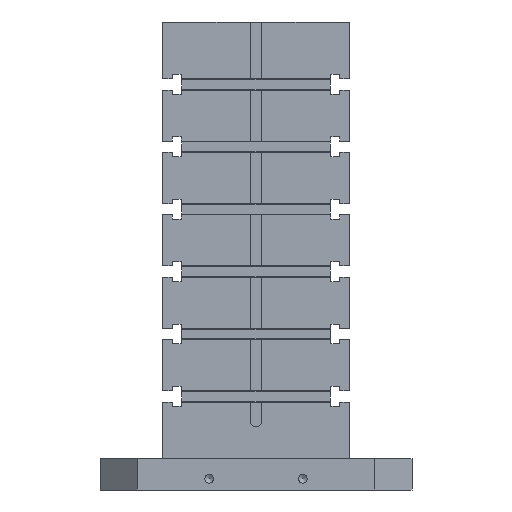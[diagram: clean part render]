
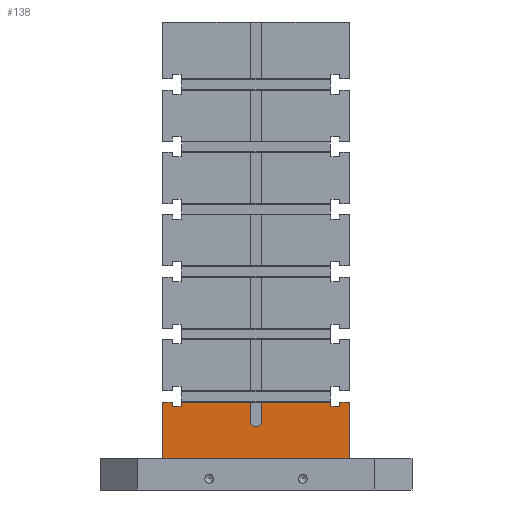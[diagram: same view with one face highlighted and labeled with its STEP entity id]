
A CAD part, front view. The second image highlights one B-rep face of the part: STEP entity #138.
In plain terms, the highlighted planar face has unit normal (0, -1, 0).
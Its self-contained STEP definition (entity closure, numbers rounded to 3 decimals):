
#138 = ADVANCED_FACE( '', ( #1282 ), #1283, .F. );
#1282 = FACE_OUTER_BOUND( '', #3799, .T. );
#1283 = PLANE( '', #3800 );
#3799 = EDGE_LOOP( '', ( #7293, #7294, #7295, #7296, #7297, #7298, #7299, #7300, #7301, #7302, #7303, #7304, #7305, #7306, #7307, #7308 ) );
#3800 = AXIS2_PLACEMENT_3D( '', #7309, #7310, #7311 );
#7293 = ORIENTED_EDGE( '', *, *, #15635, .T. );
#7294 = ORIENTED_EDGE( '', *, *, #15636, .T. );
#7295 = ORIENTED_EDGE( '', *, *, #15637, .T. );
#7296 = ORIENTED_EDGE( '', *, *, #15638, .T. );
#7297 = ORIENTED_EDGE( '', *, *, #15639, .T. );
#7298 = ORIENTED_EDGE( '', *, *, #15640, .T. );
#7299 = ORIENTED_EDGE( '', *, *, #15641, .T. );
#7300 = ORIENTED_EDGE( '', *, *, #15642, .T. );
#7301 = ORIENTED_EDGE( '', *, *, #15643, .T. );
#7302 = ORIENTED_EDGE( '', *, *, #15644, .F. );
#7303 = ORIENTED_EDGE( '', *, *, #15645, .F. );
#7304 = ORIENTED_EDGE( '', *, *, #15646, .T. );
#7305 = ORIENTED_EDGE( '', *, *, #15647, .F. );
#7306 = ORIENTED_EDGE( '', *, *, #15648, .F. );
#7307 = ORIENTED_EDGE( '', *, *, #15649, .F. );
#7308 = ORIENTED_EDGE( '', *, *, #15650, .T. );
#7309 = CARTESIAN_POINT( '', ( -150., -150., 750. ) );
#7310 = DIRECTION( '', ( 0., 1., 0. ) );
#7311 = DIRECTION( '', ( -1., 0., 0. ) );
#15635 = EDGE_CURVE( '', #18671, #18672, #18673, .T. );
#15636 = EDGE_CURVE( '', #18672, #18674, #18675, .T. );
#15637 = EDGE_CURVE( '', #18674, #18676, #18677, .T. );
#15638 = EDGE_CURVE( '', #18676, #18678, #18679, .T. );
#15639 = EDGE_CURVE( '', #18678, #18680, #18681, .T. );
#15640 = EDGE_CURVE( '', #18680, #18682, #18683, .T. );
#15641 = EDGE_CURVE( '', #18682, #18684, #18685, .T. );
#15642 = EDGE_CURVE( '', #18684, #18686, #18687, .T. );
#15643 = EDGE_CURVE( '', #18686, #18688, #18689, .T. );
#15644 = EDGE_CURVE( '', #18690, #18688, #18691, .T. );
#15645 = EDGE_CURVE( '', #18692, #18690, #18693, .T. );
#15646 = EDGE_CURVE( '', #18692, #18694, #18695, .T. );
#15647 = EDGE_CURVE( '', #18696, #18694, #18697, .T. );
#15648 = EDGE_CURVE( '', #18698, #18696, #18699, .T. );
#15649 = EDGE_CURVE( '', #18700, #18698, #18701, .T. );
#15650 = EDGE_CURVE( '', #18700, #18671, #18702, .T. );
#18671 = VERTEX_POINT( '', #23767 );
#18672 = VERTEX_POINT( '', #23768 );
#18673 = LINE( '', #23769, #23770 );
#18674 = VERTEX_POINT( '', #23771 );
#18675 = CIRCLE( '', #23772, 9. );
#18676 = VERTEX_POINT( '', #23773 );
#18677 = LINE( '', #23774, #23775 );
#18678 = VERTEX_POINT( '', #23776 );
#18679 = LINE( '', #23777, #23778 );
#18680 = VERTEX_POINT( '', #23779 );
#18681 = LINE( '', #23780, #23781 );
#18682 = VERTEX_POINT( '', #23782 );
#18683 = LINE( '', #23783, #23784 );
#18684 = VERTEX_POINT( '', #23785 );
#18685 = LINE( '', #23786, #23787 );
#18686 = VERTEX_POINT( '', #23788 );
#18687 = LINE( '', #23789, #23790 );
#18688 = VERTEX_POINT( '', #23791 );
#18689 = LINE( '', #23792, #23793 );
#18690 = VERTEX_POINT( '', #23794 );
#18691 = LINE( '', #23795, #23796 );
#18692 = VERTEX_POINT( '', #23797 );
#18693 = LINE( '', #23798, #23799 );
#18694 = VERTEX_POINT( '', #23800 );
#18695 = LINE( '', #23801, #23802 );
#18696 = VERTEX_POINT( '', #23803 );
#18697 = LINE( '', #23804, #23805 );
#18698 = VERTEX_POINT( '', #23806 );
#18699 = LINE( '', #23807, #23808 );
#18700 = VERTEX_POINT( '', #23809 );
#18701 = LINE( '', #23810, #23811 );
#18702 = LINE( '', #23812, #23813 );
#23767 = CARTESIAN_POINT( '', ( 9., -150., 141. ) );
#23768 = CARTESIAN_POINT( '', ( 9., -150., 110. ) );
#23769 = CARTESIAN_POINT( '', ( 9., -150., 750. ) );
#23770 = VECTOR( '', #30333, 1000. );
#23771 = CARTESIAN_POINT( '', ( -9., -150., 110. ) );
#23772 = AXIS2_PLACEMENT_3D( '', #30334, #30335, #30336 );
#23773 = CARTESIAN_POINT( '', ( -9., -150., 141. ) );
#23774 = CARTESIAN_POINT( '', ( -9., -150., 110. ) );
#23775 = VECTOR( '', #30337, 1000. );
#23776 = CARTESIAN_POINT( '', ( -120., -150., 141. ) );
#23777 = CARTESIAN_POINT( '', ( 150., -150., 141. ) );
#23778 = VECTOR( '', #30338, 1000. );
#23779 = CARTESIAN_POINT( '', ( -120., -150., 134. ) );
#23780 = CARTESIAN_POINT( '', ( -120., -150., 141. ) );
#23781 = VECTOR( '', #30339, 1000. );
#23782 = CARTESIAN_POINT( '', ( -134., -150., 134. ) );
#23783 = CARTESIAN_POINT( '', ( -120., -150., 134. ) );
#23784 = VECTOR( '', #30340, 1000. );
#23785 = CARTESIAN_POINT( '', ( -134., -150., 141. ) );
#23786 = CARTESIAN_POINT( '', ( -134., -150., 134. ) );
#23787 = VECTOR( '', #30341, 1000. );
#23788 = CARTESIAN_POINT( '', ( -150., -150., 141. ) );
#23789 = CARTESIAN_POINT( '', ( 150., -150., 141. ) );
#23790 = VECTOR( '', #30342, 1000. );
#23791 = CARTESIAN_POINT( '', ( -150., -150., 50. ) );
#23792 = CARTESIAN_POINT( '', ( -150., -150., 750. ) );
#23793 = VECTOR( '', #30343, 1000. );
#23794 = CARTESIAN_POINT( '', ( 150., -150., 50. ) );
#23795 = CARTESIAN_POINT( '', ( -250., -150., 50. ) );
#23796 = VECTOR( '', #30344, 1000. );
#23797 = CARTESIAN_POINT( '', ( 150., -150., 141. ) );
#23798 = CARTESIAN_POINT( '', ( 150., -150., 750. ) );
#23799 = VECTOR( '', #30345, 1000. );
#23800 = CARTESIAN_POINT( '', ( 134., -150., 141. ) );
#23801 = CARTESIAN_POINT( '', ( 150., -150., 141. ) );
#23802 = VECTOR( '', #30346, 1000. );
#23803 = CARTESIAN_POINT( '', ( 134., -150., 134. ) );
#23804 = CARTESIAN_POINT( '', ( 134., -150., 134. ) );
#23805 = VECTOR( '', #30347, 1000. );
#23806 = CARTESIAN_POINT( '', ( 120., -150., 134. ) );
#23807 = CARTESIAN_POINT( '', ( 120., -150., 134. ) );
#23808 = VECTOR( '', #30348, 1000. );
#23809 = CARTESIAN_POINT( '', ( 120., -150., 141. ) );
#23810 = CARTESIAN_POINT( '', ( 120., -150., 141. ) );
#23811 = VECTOR( '', #30349, 1000. );
#23812 = CARTESIAN_POINT( '', ( 150., -150., 141. ) );
#23813 = VECTOR( '', #30350, 1000. );
#30333 = DIRECTION( '', ( 0., 0., -1. ) );
#30334 = CARTESIAN_POINT( '', ( 0., -150., 110. ) );
#30335 = DIRECTION( '', ( 0., 1., 0. ) );
#30336 = DIRECTION( '', ( 1., 0., 0. ) );
#30337 = DIRECTION( '', ( 0., 0., 1. ) );
#30338 = DIRECTION( '', ( -1., 0., 0. ) );
#30339 = DIRECTION( '', ( 0., 0., -1. ) );
#30340 = DIRECTION( '', ( -1., 0., 0. ) );
#30341 = DIRECTION( '', ( 0., 0., 1. ) );
#30342 = DIRECTION( '', ( -1., 0., 0. ) );
#30343 = DIRECTION( '', ( 0., 0., -1. ) );
#30344 = DIRECTION( '', ( -1., 0., 0. ) );
#30345 = DIRECTION( '', ( 0., 0., -1. ) );
#30346 = DIRECTION( '', ( -1., 0., 0. ) );
#30347 = DIRECTION( '', ( 0., 0., 1. ) );
#30348 = DIRECTION( '', ( 1., 0., 0. ) );
#30349 = DIRECTION( '', ( 0., 0., -1. ) );
#30350 = DIRECTION( '', ( -1., 0., 0. ) );
